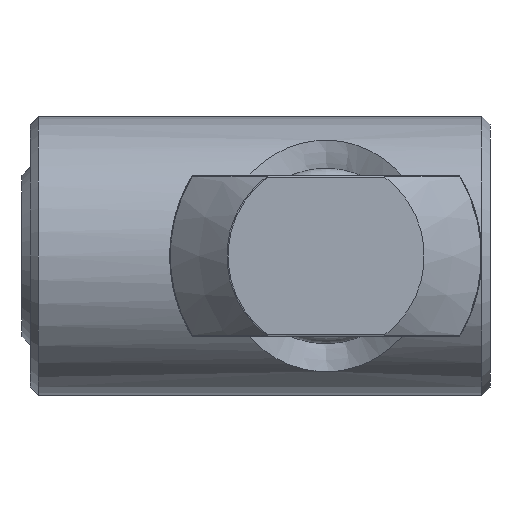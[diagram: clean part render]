
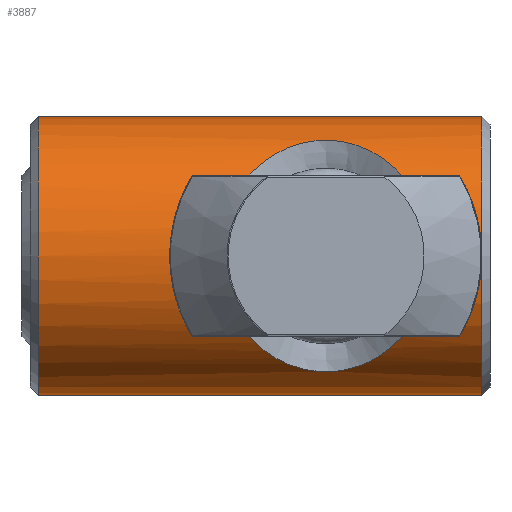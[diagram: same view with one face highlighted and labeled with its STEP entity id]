
A CAD part, left-side view. The second image highlights one B-rep face of the part: STEP entity #3887.
In plain terms, the highlighted cylindrical face has radius 8.5 mm (diameter 17 mm), a full revolution.
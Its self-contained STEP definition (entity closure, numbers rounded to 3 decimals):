
#131=FACE_BOUND('',#897,.T.);
#150=CYLINDRICAL_SURFACE('',#4174,8.5);
#487=B_SPLINE_CURVE_WITH_KNOTS('',3,(#5986,#5987,#5988,#5989,#5990,#5991,
#5992,#5993,#5994,#5995,#5996,#5997,#5998,#5999,#6000),.UNSPECIFIED.,.F.,
 .F.,(4,1,1,1,1,1,1,1,1,1,1,1,4),(-4.286,-4.133,-4.018,
-3.98,-3.674,-3.368,-3.215,
-3.062,-2.858,-2.704,-2.449,
-2.245,-2.143),.UNSPECIFIED.);
#488=B_SPLINE_CURVE_WITH_KNOTS('',3,(#6001,#6002,#6003,#6004,#6005,#6006,
#6007,#6008,#6009,#6010,#6011,#6012,#6013,#6014),.UNSPECIFIED.,.F.,.F.,
(4,1,1,1,1,1,1,1,1,1,1,4),(-2.143,-2.041,-1.837,
-1.531,-1.225,-1.072,-0.919,
-0.842,-0.612,-0.306,-0.153,
0.),.UNSPECIFIED.);
#489=B_SPLINE_CURVE_WITH_KNOTS('',3,(#6023,#6024,#6025,#6026,#6027,#6028,
#6029,#6030,#6031,#6032,#6033,#6034,#6035,#6036,#6037,#6038,#6039,#6040,
#6041,#6042,#6043,#6044,#6045,#6046,#6047),.UNSPECIFIED.,.T.,.F.,(4,1,1,
1,1,1,1,1,1,1,1,1,1,1,1,1,1,1,1,1,1,1,4),(-4.286,-4.133,
-4.018,-3.98,-3.674,-3.368,
-3.215,-3.062,-2.858,-2.704,
-2.449,-2.245,-2.041,-1.837,
-1.531,-1.225,-1.072,-0.919,
-0.842,-0.612,-0.306,-0.153,
0.),.UNSPECIFIED.);
#675=FACE_OUTER_BOUND('',#896,.T.);
#896=EDGE_LOOP('',(#2656,#2657,#2658,#2659,#2660,#2661,#2662,#2663));
#897=EDGE_LOOP('',(#2664));
#1125=CIRCLE('',#4175,8.5);
#1126=CIRCLE('',#4176,8.5);
#1252=LINE('',#6018,#1439);
#1253=LINE('',#6020,#1440);
#1439=VECTOR('',#4639,8.5);
#1440=VECTOR('',#4640,8.5);
#1641=VERTEX_POINT('',#5950);
#1644=VERTEX_POINT('',#5985);
#1645=VERTEX_POINT('',#6016);
#1646=VERTEX_POINT('',#6019);
#1647=VERTEX_POINT('',#6022);
#2036=EDGE_CURVE('',#1641,#1644,#487,.T.);
#2037=EDGE_CURVE('',#1644,#1641,#488,.T.);
#2038=EDGE_CURVE('',#1645,#1645,#1125,.T.);
#2039=EDGE_CURVE('',#1645,#1641,#1252,.T.);
#2040=EDGE_CURVE('',#1644,#1646,#1253,.T.);
#2041=EDGE_CURVE('',#1646,#1646,#1126,.T.);
#2042=EDGE_CURVE('',#1647,#1647,#489,.T.);
#2656=ORIENTED_EDGE('',*,*,#2038,.F.);
#2657=ORIENTED_EDGE('',*,*,#2039,.T.);
#2658=ORIENTED_EDGE('',*,*,#2037,.F.);
#2659=ORIENTED_EDGE('',*,*,#2040,.T.);
#2660=ORIENTED_EDGE('',*,*,#2041,.F.);
#2661=ORIENTED_EDGE('',*,*,#2040,.F.);
#2662=ORIENTED_EDGE('',*,*,#2036,.F.);
#2663=ORIENTED_EDGE('',*,*,#2039,.F.);
#2664=ORIENTED_EDGE('',*,*,#2042,.F.);
#3887=ADVANCED_FACE('',(#675,#131),#150,.T.);
#4174=AXIS2_PLACEMENT_3D('',#6015,#4635,#4636);
#4175=AXIS2_PLACEMENT_3D('',#6017,#4637,#4638);
#4176=AXIS2_PLACEMENT_3D('',#6021,#4641,#4642);
#4635=DIRECTION('center_axis',(0.,0.,1.));
#4636=DIRECTION('ref_axis',(-1.,0.,0.));
#4637=DIRECTION('center_axis',(0.,0.,1.));
#4638=DIRECTION('ref_axis',(-1.,0.,0.));
#4639=DIRECTION('',(0.,0.,-1.));
#4640=DIRECTION('',(0.,0.,-1.));
#4641=DIRECTION('center_axis',(0.,0.,-1.));
#4642=DIRECTION('ref_axis',(-1.,0.,0.));
#5950=CARTESIAN_POINT('',(8.5,0.,16.5));
#5985=CARTESIAN_POINT('',(8.5,0.,3.5));
#5986=CARTESIAN_POINT('Ctrl Pts',(8.5,0.,16.5));
#5987=CARTESIAN_POINT('Ctrl Pts',(8.5,-0.557,16.5));
#5988=CARTESIAN_POINT('Ctrl Pts',(8.401,-1.536,16.389));
#5989=CARTESIAN_POINT('Ctrl Pts',(8.113,-2.579,16.066));
#5990=CARTESIAN_POINT('Ctrl Pts',(7.565,-4.018,15.433));
#5991=CARTESIAN_POINT('Ctrl Pts',(6.534,-5.64,14.22));
#5992=CARTESIAN_POINT('Ctrl Pts',(5.05,-6.865,11.99));
#5993=CARTESIAN_POINT('Ctrl Pts',(4.656,-7.106,9.997));
#5994=CARTESIAN_POINT('Ctrl Pts',(4.978,-6.904,8.351));
#5995=CARTESIAN_POINT('Ctrl Pts',(5.841,-6.227,6.803));
#5996=CARTESIAN_POINT('Ctrl Pts',(6.937,-5.007,5.309));
#5997=CARTESIAN_POINT('Ctrl Pts',(7.889,-3.436,4.184));
#5998=CARTESIAN_POINT('Ctrl Pts',(8.427,-1.49,3.582));
#5999=CARTESIAN_POINT('Ctrl Pts',(8.501,-0.372,3.498));
#6000=CARTESIAN_POINT('Ctrl Pts',(8.502,0.,
3.498));
#6001=CARTESIAN_POINT('Ctrl Pts',(8.502,0.,
3.498));
#6002=CARTESIAN_POINT('Ctrl Pts',(8.502,0.373,3.497));
#6003=CARTESIAN_POINT('Ctrl Pts',(8.429,1.49,3.579));
#6004=CARTESIAN_POINT('Ctrl Pts',(7.835,3.608,4.247));
#6005=CARTESIAN_POINT('Ctrl Pts',(6.528,5.638,5.788));
#6006=CARTESIAN_POINT('Ctrl Pts',(5.052,6.865,8.007));
#6007=CARTESIAN_POINT('Ctrl Pts',(4.655,7.106,10.005));
#6008=CARTESIAN_POINT('Ctrl Pts',(4.897,6.953,11.235));
#6009=CARTESIAN_POINT('Ctrl Pts',(5.503,6.5,12.667));
#6010=CARTESIAN_POINT('Ctrl Pts',(6.647,5.446,14.352));
#6011=CARTESIAN_POINT('Ctrl Pts',(7.751,3.734,15.654));
#6012=CARTESIAN_POINT('Ctrl Pts',(8.391,1.678,16.381));
#6013=CARTESIAN_POINT('Ctrl Pts',(8.5,0.557,16.5));
#6014=CARTESIAN_POINT('Ctrl Pts',(8.5,0.,16.5));
#6015=CARTESIAN_POINT('Origin',(0.,0.,0.));
#6016=CARTESIAN_POINT('',(8.5,0.,27.5));
#6017=CARTESIAN_POINT('Origin',(0.,0.,27.5));
#6018=CARTESIAN_POINT('',(8.5,0.,0.));
#6019=CARTESIAN_POINT('',(8.5,0.,0.5));
#6020=CARTESIAN_POINT('',(8.5,0.,0.));
#6021=CARTESIAN_POINT('Origin',(0.,0.,0.5));
#6022=CARTESIAN_POINT('',(-8.5,0.,3.5));
#6023=CARTESIAN_POINT('Ctrl Pts',(-8.5,0.,3.5));
#6024=CARTESIAN_POINT('Ctrl Pts',(-8.5,-0.557,3.5));
#6025=CARTESIAN_POINT('Ctrl Pts',(-8.401,-1.536,3.611));
#6026=CARTESIAN_POINT('Ctrl Pts',(-8.113,-2.579,3.934));
#6027=CARTESIAN_POINT('Ctrl Pts',(-7.565,-4.018,4.567));
#6028=CARTESIAN_POINT('Ctrl Pts',(-6.534,-5.64,5.78));
#6029=CARTESIAN_POINT('Ctrl Pts',(-5.05,-6.865,8.01));
#6030=CARTESIAN_POINT('Ctrl Pts',(-4.656,-7.106,10.003));
#6031=CARTESIAN_POINT('Ctrl Pts',(-4.978,-6.904,11.649));
#6032=CARTESIAN_POINT('Ctrl Pts',(-5.841,-6.227,13.197));
#6033=CARTESIAN_POINT('Ctrl Pts',(-6.937,-5.007,14.691));
#6034=CARTESIAN_POINT('Ctrl Pts',(-7.889,-3.436,15.816));
#6035=CARTESIAN_POINT('Ctrl Pts',(-8.525,-1.136,16.527));
#6036=CARTESIAN_POINT('Ctrl Pts',(-8.528,1.137,16.532));
#6037=CARTESIAN_POINT('Ctrl Pts',(-7.835,3.608,15.753));
#6038=CARTESIAN_POINT('Ctrl Pts',(-6.528,5.638,14.212));
#6039=CARTESIAN_POINT('Ctrl Pts',(-5.052,6.865,11.993));
#6040=CARTESIAN_POINT('Ctrl Pts',(-4.655,7.106,9.995));
#6041=CARTESIAN_POINT('Ctrl Pts',(-4.897,6.953,8.765));
#6042=CARTESIAN_POINT('Ctrl Pts',(-5.503,6.5,7.333));
#6043=CARTESIAN_POINT('Ctrl Pts',(-6.647,5.446,5.648));
#6044=CARTESIAN_POINT('Ctrl Pts',(-7.751,3.734,4.346));
#6045=CARTESIAN_POINT('Ctrl Pts',(-8.391,1.678,3.619));
#6046=CARTESIAN_POINT('Ctrl Pts',(-8.5,0.557,3.5));
#6047=CARTESIAN_POINT('Ctrl Pts',(-8.5,0.,3.5));
